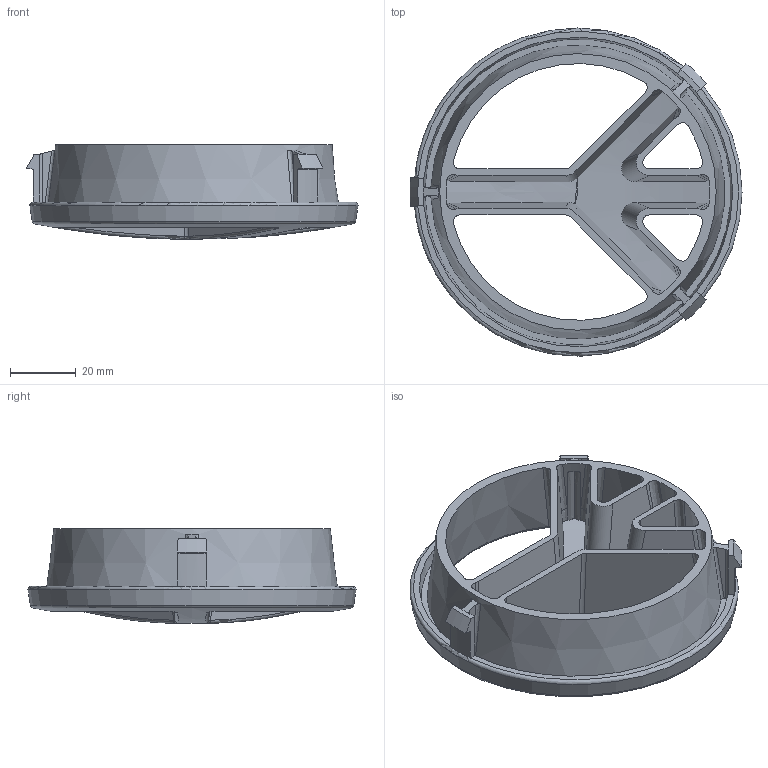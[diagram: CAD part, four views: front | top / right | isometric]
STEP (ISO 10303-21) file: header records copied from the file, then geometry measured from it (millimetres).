
FILE_DESCRIPTION(/* description */ ('Unknown'),/* implementation_level */ '2;1');
FILE_NAME(/* name */ 'T4-Peace-Emblem',/* time_stamp */ '2019-02-19T22:26:08+01:00',/* author */ ('Unknown'),/* organization */ ('Unknown'),/* preprocessor_version */ 'ST-DEVELOPER v16.7',/* originating_system */ 'DEX',/* authorisation */ $);
FILE_SCHEMA (('AUTOMOTIVE_DESIGN {1 0 10303 214 3 1 1}'));
Length unit declared in the file: millimetre
Products named in the file (1): T4-Peace-Emblem
Bounding box: 100.84 x 99.66 x 28.85 mm (x, y, z)
Volume: 43807.9 mm3; surface area: 35951.5 mm2
Topology: 1 solids, 1 shells, 163 faces, 441 edges, 279 vertices
Faces by surface type: bspline 54, plane 45, cone 25, cylinder 23, torus 14, sphere 2
Entity records: 5811 total; most frequent: CARTESIAN_POINT 2204, ORIENTED_EDGE 860, DIRECTION 606, EDGE_CURVE 430, VERTEX_POINT 274, AXIS2_PLACEMENT_3D 257, B_SPLINE_CURVE_WITH_KNOTS 191, EDGE_LOOP 176
